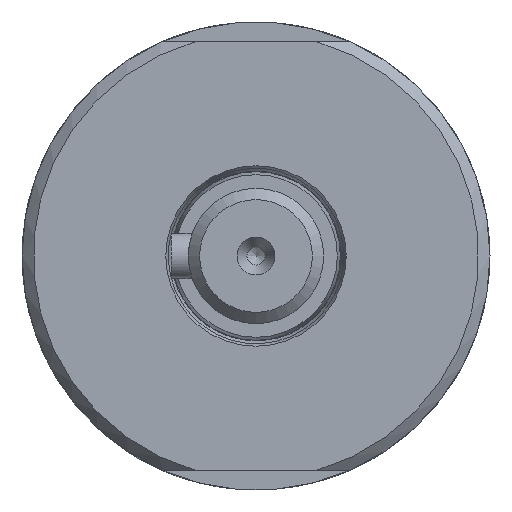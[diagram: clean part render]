
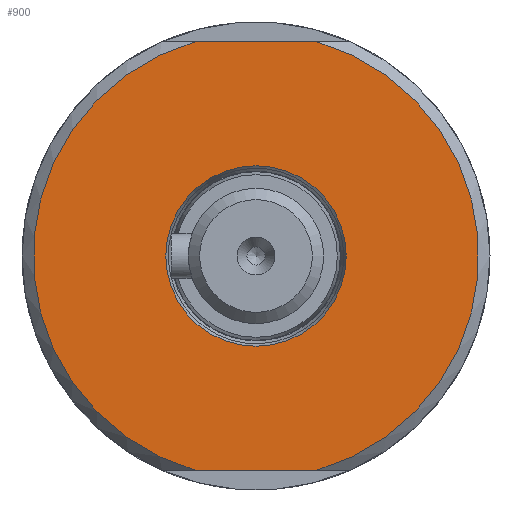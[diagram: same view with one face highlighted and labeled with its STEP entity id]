
A CAD part, left-side view. The second image highlights one B-rep face of the part: STEP entity #900.
In plain terms, the highlighted planar face has unit normal (-1, 0, 0).
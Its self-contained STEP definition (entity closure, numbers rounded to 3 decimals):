
#651=CARTESIAN_POINT('',(-150.2,-5.391,-19.));
#652=VERTEX_POINT('',#651);
#668=CARTESIAN_POINT('',(-150.2,5.391,-19.));
#669=VERTEX_POINT('',#668);
#670=CARTESIAN_POINT('',(-150.2,5.391,-19.));
#671=DIRECTION('',(0.0,-1.0,0.0));
#672=VECTOR('',#671,10.782);
#673=LINE('',#670,#672);
#674=EDGE_CURVE('',#669,#652,#673,.T.);
#739=CARTESIAN_POINT('',(-150.2,-5.391,19.));
#740=VERTEX_POINT('',#739);
#778=CARTESIAN_POINT('',(-150.2,5.391,19.));
#779=VERTEX_POINT('',#778);
#793=CARTESIAN_POINT('',(-150.2,-5.391,19.));
#794=DIRECTION('',(0.0,1.0,0.0));
#795=VECTOR('',#794,10.782);
#796=LINE('',#793,#795);
#797=EDGE_CURVE('',#740,#779,#796,.T.);
#824=CARTESIAN_POINT('',(-150.2,0.,0.));
#825=DIRECTION('',(1.0,0.0,0.0));
#826=DIRECTION('',(0.0,1.0,0.0));
#827=AXIS2_PLACEMENT_3D('',#824,#825,#826);
#828=CIRCLE('',#827,19.75);
#829=EDGE_CURVE('',#669,#779,#828,.T.);
#856=CARTESIAN_POINT('',(-150.2,0.,0.));
#857=DIRECTION('',(1.0,0.0,0.0));
#858=DIRECTION('',(0.0,1.0,0.0));
#859=AXIS2_PLACEMENT_3D('',#856,#857,#858);
#860=CIRCLE('',#859,19.75);
#861=EDGE_CURVE('',#740,#652,#860,.T.);
#871=CARTESIAN_POINT('',(-150.2,8.,0.));
#872=VERTEX_POINT('',#871);
#873=CARTESIAN_POINT('',(-150.2,0.,0.));
#874=DIRECTION('',(1.0,0.0,0.0));
#875=DIRECTION('',(0.0,1.0,0.0));
#876=AXIS2_PLACEMENT_3D('',#873,#874,#875);
#877=CIRCLE('',#876,8.0);
#878=EDGE_CURVE('',#872,#872,#877,.T.);
#886=CARTESIAN_POINT('',(-150.2,13.875,0.));
#887=DIRECTION('',(-1.0,0.0,0.0));
#888=DIRECTION('',(0.0,0.0,1.0));
#889=AXIS2_PLACEMENT_3D('',#886,#887,#888);
#890=PLANE('',#889);
#891=ORIENTED_EDGE('',*,*,#674,.T.);
#892=ORIENTED_EDGE('',*,*,#861,.F.);
#893=ORIENTED_EDGE('',*,*,#797,.T.);
#894=ORIENTED_EDGE('',*,*,#829,.F.);
#895=EDGE_LOOP('',(#891,#892,#893,#894));
#896=FACE_OUTER_BOUND('',#895,.T.);
#897=ORIENTED_EDGE('',*,*,#878,.T.);
#898=EDGE_LOOP('',(#897));
#899=FACE_BOUND('',#898,.T.);
#900=ADVANCED_FACE('',(#896,#899),#890,.T.);
